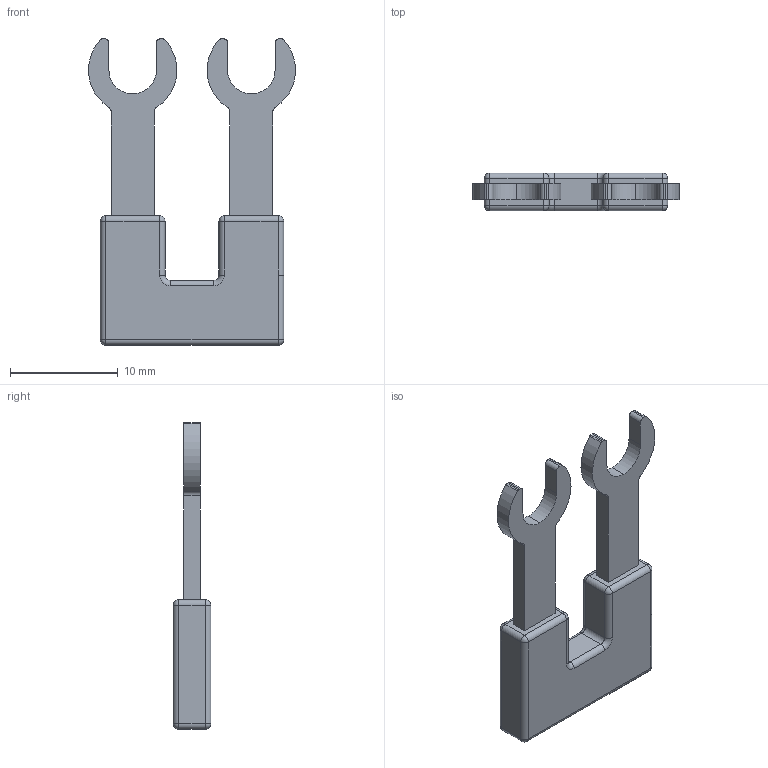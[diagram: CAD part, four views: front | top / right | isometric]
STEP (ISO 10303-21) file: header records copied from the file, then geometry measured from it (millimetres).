
FILE_DESCRIPTION(('CATIA V5 STEP Exchange','CAx-IF Rec.Pracs.--- Model Styling and Organization---1.4--- 2014-01-23'),'2;1');
FILE_NAME ('D1463476_0', '2020-07-28T06:38:55+00:00', ('none'), ('Weidmueller'), 'CATIA Version 5-6 Release 2016 SP3 HF44', 'CATIA V5 STEP AP214', 'none');
FILE_SCHEMA(('AUTOMOTIVE_DESIGN { 1 0 10303 214 1 1 1 1 }'));
Length unit declared in the file: millimetre
Products named in the file (1): 2615220000
Bounding box: 19.2 x 3.5 x 28.4 mm (x, y, z)
Volume: 798.6 mm3; surface area: 978.4 mm2
Topology: 3 solids, 3 shells, 90 faces, 224 edges, 128 vertices
Faces by surface type: cylinder 46, plane 28, sphere 12, torus 4
Entity records: 2492 total; most frequent: CARTESIAN_POINT 429, ORIENTED_EDGE 424, DIRECTION 388, EDGE_CURVE 212, AXIS2_PLACEMENT_3D 183, VERTEX_POINT 128, VECTOR 118, LINE 118
